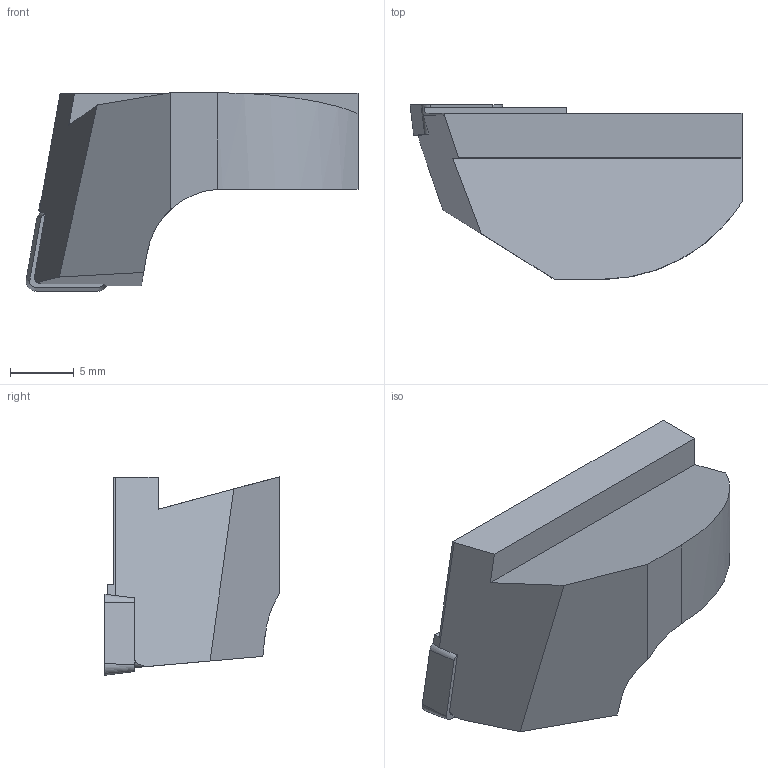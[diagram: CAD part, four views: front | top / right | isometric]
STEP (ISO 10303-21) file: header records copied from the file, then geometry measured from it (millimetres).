
FILE_DESCRIPTION(/* description */ (''),/* implementation_level */ '2;1');
FILE_NAME(/* name */ '1560773776890.stp',/* time_stamp */ '2019-06-17T14:16:19+02:00',/* author */ (''),/* organization */ ('SMS'),/* preprocessor_version */ 'ST-DEVELOPER v15',/* originating_system */ 'SIEMENS PLM Software NX 8.5',/* authorisation */ '');
FILE_SCHEMA (('AUTOMOTIVE_DESIGN { 1 0 10303 214 3 1 1 1 }'));
Length unit declared in the file: millimetre
Products named in the file (4): IsoTurningInsert; ASSEMBLY_CONSTRUCTION; 202335172mod000_00; 111150839mod000_01
Assembly tree (3 placements, depth 2):
  111150839mod000_01
    202335172mod000_00
    ASSEMBLY_CONSTRUCTION
    IsoTurningInsert
Bounding box: 26 x 13.7 x 15.55 mm (x, y, z)
Volume: 2313.4 mm3; surface area: 1459.1 mm2
Topology: 2 solids, 2 shells, 40 faces, 104 edges, 75 vertices
Faces by surface type: plane 25, cylinder 5, torus 4, revolution 4, cone 2
Full cylindrical faces by diameter (mm): 2.8 x2
Entity records: 1707 total; most frequent: CARTESIAN_POINT 602, DIRECTION 207, ORIENTED_EDGE 182, EDGE_CURVE 91, AXIS2_PLACEMENT_3D 72, VERTEX_POINT 64, LINE 59, VECTOR 59
